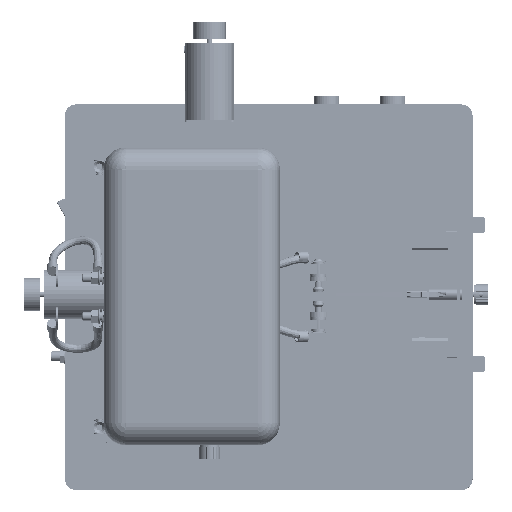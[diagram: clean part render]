
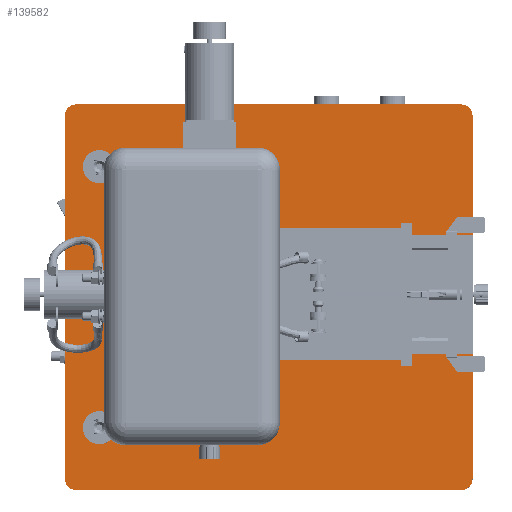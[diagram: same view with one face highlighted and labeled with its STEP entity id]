
A CAD part, top view. The second image highlights one B-rep face of the part: STEP entity #139582.
In plain terms, the highlighted planar face has unit normal (0, 0, 1).
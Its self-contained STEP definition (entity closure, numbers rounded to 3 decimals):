
#1721=FACE_BOUND('',#22051,.T.);
#1722=FACE_BOUND('',#22052,.T.);
#1723=FACE_BOUND('',#22053,.T.);
#1724=FACE_BOUND('',#22054,.T.);
#7570=CIRCLE('',#149154,0.5);
#7572=CIRCLE('',#149158,0.5);
#7574=CIRCLE('',#149161,0.5);
#7576=CIRCLE('',#149165,0.5);
#7673=CIRCLE('',#149416,0.75);
#7685=CIRCLE('',#149436,0.75);
#14128=FACE_OUTER_BOUND('',#22050,.T.);
#22050=EDGE_LOOP('',(#111083,#111084,#111085,#111086,#111087,#111088,#111089,
#111090,#111091,#111092,#111093,#111094,#111095,#111096,#111097,#111098));
#22051=EDGE_LOOP('',(#111099,#111100,#111101,#111102));
#22052=EDGE_LOOP('',(#111103,#111104,#111105,#111106));
#22053=EDGE_LOOP('',(#111107));
#22054=EDGE_LOOP('',(#111108));
#33775=LINE('',#229854,#47462);
#33777=LINE('',#229858,#47464);
#33783=LINE('',#229870,#47470);
#33786=LINE('',#229881,#47473);
#33791=LINE('',#229897,#47478);
#34543=LINE('',#232252,#48230);
#34552=LINE('',#232268,#48239);
#34588=LINE('',#232396,#48275);
#34594=LINE('',#232407,#48281);
#34613=LINE('',#232443,#48300);
#34620=LINE('',#232457,#48307);
#34621=LINE('',#232458,#48308);
#34622=LINE('',#232461,#48309);
#34623=LINE('',#232463,#48310);
#34624=LINE('',#232465,#48311);
#34625=LINE('',#232466,#48312);
#34626=LINE('',#232469,#48313);
#34627=LINE('',#232471,#48314);
#34628=LINE('',#232473,#48315);
#34629=LINE('',#232474,#48316);
#47462=VECTOR('',#177429,5.433);
#47464=VECTOR('',#177431,5.687);
#47470=VECTOR('',#177439,16.5);
#47473=VECTOR('',#177450,17.5);
#47478=VECTOR('',#177469,17.5);
#48230=VECTOR('',#179649,0.5);
#48239=VECTOR('',#179662,15.25);
#48275=VECTOR('',#179728,0.5);
#48281=VECTOR('',#179738,15.25);
#48300=VECTOR('',#179771,4.38);
#48307=VECTOR('',#179784,0.5);
#48308=VECTOR('',#179785,0.5);
#48309=VECTOR('',#179786,2.37);
#48310=VECTOR('',#179787,0.36);
#48311=VECTOR('',#179788,2.37);
#48312=VECTOR('',#179789,0.36);
#48313=VECTOR('',#179790,2.37);
#48314=VECTOR('',#179791,0.36);
#48315=VECTOR('',#179792,2.37);
#48316=VECTOR('',#179793,0.36);
#60321=VERTEX_POINT('',#229850);
#60323=VERTEX_POINT('',#229853);
#60324=VERTEX_POINT('',#229855);
#60325=VERTEX_POINT('',#229857);
#60328=VERTEX_POINT('',#229864);
#60330=VERTEX_POINT('',#229868);
#60331=VERTEX_POINT('',#229872);
#60333=VERTEX_POINT('',#229878);
#60335=VERTEX_POINT('',#229887);
#60338=VERTEX_POINT('',#229894);
#60585=VERTEX_POINT('',#230687);
#60599=VERTEX_POINT('',#230725);
#60994=VERTEX_POINT('',#232249);
#60995=VERTEX_POINT('',#232251);
#61000=VERTEX_POINT('',#232266);
#61032=VERTEX_POINT('',#232387);
#61036=VERTEX_POINT('',#232394);
#61039=VERTEX_POINT('',#232405);
#61054=VERTEX_POINT('',#232459);
#61055=VERTEX_POINT('',#232460);
#61056=VERTEX_POINT('',#232462);
#61057=VERTEX_POINT('',#232464);
#61058=VERTEX_POINT('',#232467);
#61059=VERTEX_POINT('',#232468);
#61060=VERTEX_POINT('',#232470);
#61061=VERTEX_POINT('',#232472);
#77262=EDGE_CURVE('',#60321,#60323,#33775,.T.);
#77264=EDGE_CURVE('',#60324,#60325,#33777,.T.);
#77270=EDGE_CURVE('',#60330,#60328,#33783,.T.);
#77271=EDGE_CURVE('',#60331,#60330,#7570,.T.);
#77275=EDGE_CURVE('',#60333,#60331,#33786,.T.);
#77277=EDGE_CURVE('',#60325,#60333,#7572,.T.);
#77279=EDGE_CURVE('',#60328,#60335,#7574,.T.);
#77284=EDGE_CURVE('',#60335,#60338,#33791,.T.);
#77285=EDGE_CURVE('',#60338,#60321,#7576,.T.);
#77644=EDGE_CURVE('',#60585,#60585,#7673,.T.);
#77660=EDGE_CURVE('',#60599,#60599,#7685,.T.);
#78307=EDGE_CURVE('',#60995,#60994,#34543,.T.);
#78316=EDGE_CURVE('',#60994,#61000,#34552,.T.);
#78362=EDGE_CURVE('',#61032,#61036,#34588,.T.);
#78368=EDGE_CURVE('',#61039,#61032,#34594,.T.);
#78387=EDGE_CURVE('',#61036,#60995,#34613,.T.);
#78394=EDGE_CURVE('',#60324,#61039,#34620,.T.);
#78395=EDGE_CURVE('',#61000,#60323,#34621,.T.);
#78396=EDGE_CURVE('',#61054,#61055,#34622,.T.);
#78397=EDGE_CURVE('',#61055,#61056,#34623,.T.);
#78398=EDGE_CURVE('',#61056,#61057,#34624,.T.);
#78399=EDGE_CURVE('',#61057,#61054,#34625,.T.);
#78400=EDGE_CURVE('',#61058,#61059,#34626,.T.);
#78401=EDGE_CURVE('',#61059,#61060,#34627,.T.);
#78402=EDGE_CURVE('',#61060,#61061,#34628,.T.);
#78403=EDGE_CURVE('',#61061,#61058,#34629,.T.);
#111083=ORIENTED_EDGE('',*,*,#78394,.T.);
#111084=ORIENTED_EDGE('',*,*,#78368,.T.);
#111085=ORIENTED_EDGE('',*,*,#78362,.T.);
#111086=ORIENTED_EDGE('',*,*,#78387,.T.);
#111087=ORIENTED_EDGE('',*,*,#78307,.T.);
#111088=ORIENTED_EDGE('',*,*,#78316,.T.);
#111089=ORIENTED_EDGE('',*,*,#78395,.T.);
#111090=ORIENTED_EDGE('',*,*,#77262,.F.);
#111091=ORIENTED_EDGE('',*,*,#77285,.F.);
#111092=ORIENTED_EDGE('',*,*,#77284,.F.);
#111093=ORIENTED_EDGE('',*,*,#77279,.F.);
#111094=ORIENTED_EDGE('',*,*,#77270,.F.);
#111095=ORIENTED_EDGE('',*,*,#77271,.F.);
#111096=ORIENTED_EDGE('',*,*,#77275,.F.);
#111097=ORIENTED_EDGE('',*,*,#77277,.F.);
#111098=ORIENTED_EDGE('',*,*,#77264,.F.);
#111099=ORIENTED_EDGE('',*,*,#78396,.T.);
#111100=ORIENTED_EDGE('',*,*,#78397,.T.);
#111101=ORIENTED_EDGE('',*,*,#78398,.T.);
#111102=ORIENTED_EDGE('',*,*,#78399,.T.);
#111103=ORIENTED_EDGE('',*,*,#78400,.T.);
#111104=ORIENTED_EDGE('',*,*,#78401,.T.);
#111105=ORIENTED_EDGE('',*,*,#78402,.T.);
#111106=ORIENTED_EDGE('',*,*,#78403,.T.);
#111107=ORIENTED_EDGE('',*,*,#77660,.T.);
#111108=ORIENTED_EDGE('',*,*,#77644,.T.);
#126097=PLANE('',#149906);
#139582=ADVANCED_FACE('',(#14128,#1721,#1722,#1723,#1724),#126097,.T.);
#149154=AXIS2_PLACEMENT_3D('',#229873,#177442,#177443);
#149158=AXIS2_PLACEMENT_3D('',#229884,#177454,#177455);
#149161=AXIS2_PLACEMENT_3D('',#229888,#177460,#177461);
#149165=AXIS2_PLACEMENT_3D('',#229899,#177472,#177473);
#149416=AXIS2_PLACEMENT_3D('',#230688,#178223,#178224);
#149436=AXIS2_PLACEMENT_3D('',#230726,#178267,#178268);
#149906=AXIS2_PLACEMENT_3D('',#232456,#179782,#179783);
#177429=DIRECTION('',(0.,-1.,0.));
#177431=DIRECTION('',(0.,-1.,0.));
#177439=DIRECTION('',(0.,1.,0.));
#177442=DIRECTION('center_axis',(0.,0.,-1.));
#177443=DIRECTION('ref_axis',(-0.707,-0.707,0.));
#177450=DIRECTION('',(-1.,0.,0.));
#177454=DIRECTION('center_axis',(0.,0.,-1.));
#177455=DIRECTION('ref_axis',(0.707,-0.707,0.));
#177460=DIRECTION('center_axis',(0.,0.,-1.));
#177461=DIRECTION('ref_axis',(-0.707,0.707,0.));
#177469=DIRECTION('',(1.,0.,0.));
#177472=DIRECTION('center_axis',(0.,0.,-1.));
#177473=DIRECTION('ref_axis',(0.707,0.707,0.));
#178223=DIRECTION('center_axis',(0.,0.,-1.));
#178224=DIRECTION('ref_axis',(-0.147,0.989,0.));
#178267=DIRECTION('center_axis',(0.,0.,-1.));
#178268=DIRECTION('ref_axis',(0.736,0.677,0.));
#179649=DIRECTION('',(0.,1.,0.));
#179662=DIRECTION('',(1.,0.,0.));
#179728=DIRECTION('',(0.,1.,0.));
#179738=DIRECTION('',(-1.,0.,0.));
#179771=DIRECTION('',(0.,1.,0.));
#179782=DIRECTION('center_axis',(0.,0.,1.));
#179783=DIRECTION('ref_axis',(1.,0.,0.));
#179784=DIRECTION('',(-1.,0.,0.));
#179785=DIRECTION('',(1.,0.,0.));
#179786=DIRECTION('',(1.,0.,0.));
#179787=DIRECTION('',(0.,-1.,0.));
#179788=DIRECTION('',(-1.,0.,0.));
#179789=DIRECTION('',(0.,1.,0.));
#179790=DIRECTION('',(1.,0.,0.));
#179791=DIRECTION('',(0.,-1.,0.));
#179792=DIRECTION('',(-1.,0.,0.));
#179793=DIRECTION('',(0.,1.,0.));
#229850=CARTESIAN_POINT('',(16.885,0.594,0.375));
#229853=CARTESIAN_POINT('',(16.885,-4.839,0.375));
#229854=CARTESIAN_POINT('',(16.885,-16.406,0.375));
#229855=CARTESIAN_POINT('',(16.885,-10.219,0.375));
#229857=CARTESIAN_POINT('',(16.885,-15.906,0.375));
#229858=CARTESIAN_POINT('',(16.885,-16.406,0.375));
#229864=CARTESIAN_POINT('',(-1.615,0.594,0.375));
#229868=CARTESIAN_POINT('',(-1.615,-15.906,0.375));
#229870=CARTESIAN_POINT('',(-1.615,1.094,0.375));
#229872=CARTESIAN_POINT('',(-1.115,-16.406,0.375));
#229873=CARTESIAN_POINT('Origin',(-1.115,-15.906,0.375));
#229878=CARTESIAN_POINT('',(16.385,-16.406,0.375));
#229881=CARTESIAN_POINT('',(-1.615,-16.406,0.375));
#229884=CARTESIAN_POINT('Origin',(16.385,-15.906,0.375));
#229887=CARTESIAN_POINT('',(-1.115,1.094,0.375));
#229888=CARTESIAN_POINT('Origin',(-1.115,0.594,0.375));
#229894=CARTESIAN_POINT('',(16.385,1.094,0.375));
#229897=CARTESIAN_POINT('',(16.885,1.094,0.375));
#229899=CARTESIAN_POINT('Origin',(16.385,0.594,0.375));
#230687=CARTESIAN_POINT('',(-0.162,-0.991,0.375));
#230688=CARTESIAN_POINT('Origin',(-0.052,-1.733,
0.375));
#230725=CARTESIAN_POINT('',(0.499,-13.071,0.375));
#230726=CARTESIAN_POINT('Origin',(-0.052,-13.579,
0.375));
#232249=CARTESIAN_POINT('',(1.135,-4.839,0.375));
#232251=CARTESIAN_POINT('',(1.135,-5.339,0.375));
#232252=CARTESIAN_POINT('',(1.135,-6.498,0.375));
#232266=CARTESIAN_POINT('',(16.385,-4.839,0.375));
#232268=CARTESIAN_POINT('',(8.198,-4.839,0.375));
#232387=CARTESIAN_POINT('',(1.135,-10.219,0.375));
#232394=CARTESIAN_POINT('',(1.135,-9.719,0.375));
#232396=CARTESIAN_POINT('',(1.135,-8.688,0.375));
#232405=CARTESIAN_POINT('',(16.385,-10.219,0.375));
#232407=CARTESIAN_POINT('',(8.198,-10.219,0.375));
#232443=CARTESIAN_POINT('',(1.135,-7.593,0.375));
#232456=CARTESIAN_POINT('Origin',(7.635,-7.656,0.375));
#232457=CARTESIAN_POINT('',(12.01,-10.219,0.375));
#232458=CARTESIAN_POINT('',(12.01,-4.839,0.375));
#232459=CARTESIAN_POINT('',(3.766,-0.991,0.375));
#232460=CARTESIAN_POINT('',(6.136,-0.991,0.375));
#232461=CARTESIAN_POINT('',(6.293,-0.991,0.375));
#232462=CARTESIAN_POINT('',(6.136,-1.351,0.375));
#232463=CARTESIAN_POINT('',(6.136,-4.504,0.375));
#232464=CARTESIAN_POINT('',(3.766,-1.351,0.375));
#232465=CARTESIAN_POINT('',(6.293,-1.351,0.375));
#232466=CARTESIAN_POINT('',(3.766,-4.504,0.375));
#232467=CARTESIAN_POINT('',(3.766,-13.976,0.375));
#232468=CARTESIAN_POINT('',(6.136,-13.976,0.375));
#232469=CARTESIAN_POINT('',(6.293,-13.976,0.375));
#232470=CARTESIAN_POINT('',(6.136,-14.336,0.375));
#232471=CARTESIAN_POINT('',(6.136,-10.996,0.375));
#232472=CARTESIAN_POINT('',(3.766,-14.336,0.375));
#232473=CARTESIAN_POINT('',(6.293,-14.336,0.375));
#232474=CARTESIAN_POINT('',(3.766,-10.996,0.375));
